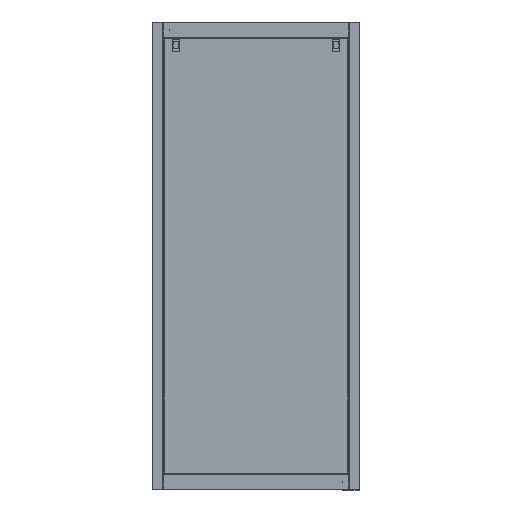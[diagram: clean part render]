
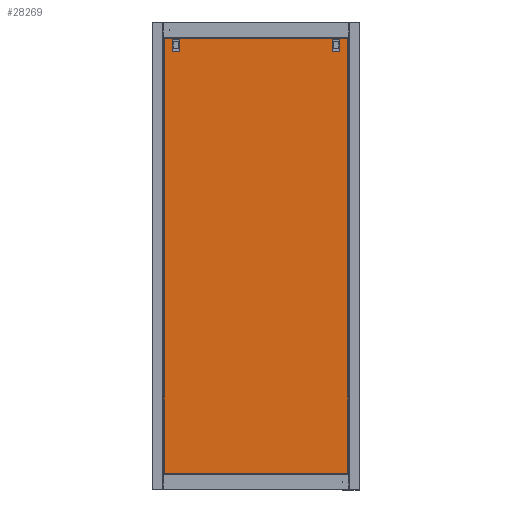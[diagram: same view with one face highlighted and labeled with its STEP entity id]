
A CAD part, top view. The second image highlights one B-rep face of the part: STEP entity #28269.
In plain terms, the highlighted face is planar.
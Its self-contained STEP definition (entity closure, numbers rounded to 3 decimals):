
#331 = EDGE_CURVE ( 'NONE', #22258, #19428, #18031, .T. ) ;
#848 = DIRECTION ( 'NONE',  ( -1., 0., 0. ) ) ;
#941 = EDGE_LOOP ( 'NONE', ( #15511, #26996, #30606, #28707 ) ) ;
#1439 = ORIENTED_EDGE ( 'NONE', *, *, #11789, .F. ) ;
#1500 = VECTOR ( 'NONE', #13542, 1000. ) ;
#1507 = VERTEX_POINT ( 'NONE', #7457 ) ;
#1549 = AXIS2_PLACEMENT_3D ( 'NONE', #7576, #29776, #19222 ) ;
#1792 = VECTOR ( 'NONE', #23829, 1000. ) ;
#2056 = LINE ( 'NONE', #32615, #11278 ) ;
#2062 = DIRECTION ( 'NONE',  ( 0., -1., 0. ) ) ;
#2473 = CARTESIAN_POINT ( 'NONE',  ( 650.5, 1665., -1. ) ) ;
#2728 = ORIENTED_EDGE ( 'NONE', *, *, #18694, .F. ) ;
#3075 = VERTEX_POINT ( 'NONE', #30725 ) ;
#4519 = LINE ( 'NONE', #14277, #7183 ) ;
#4627 = CARTESIAN_POINT ( 'NONE',  ( 61.5, 1665., -1. ) ) ;
#4994 = VERTEX_POINT ( 'NONE', #11299 ) ;
#5481 = VECTOR ( 'NONE', #24522, 1000. ) ;
#5511 = LINE ( 'NONE', #19163, #12603 ) ;
#5751 = ORIENTED_EDGE ( 'NONE', *, *, #331, .F. ) ;
#5756 = VERTEX_POINT ( 'NONE', #25580 ) ;
#5924 = EDGE_LOOP ( 'NONE', ( #13572, #21258, #11888, #19602 ) ) ;
#7017 = LINE ( 'NONE', #26474, #14763 ) ;
#7183 = VECTOR ( 'NONE', #33230, 1000. ) ;
#7457 = CARTESIAN_POINT ( 'NONE',  ( 2., 2., -1. ) ) ;
#7576 = CARTESIAN_POINT ( 'NONE',  ( 0., 0., -1. ) ) ;
#7902 = VERTEX_POINT ( 'NONE', #31606 ) ;
#8095 = FACE_BOUND ( 'NONE', #28506, .T. ) ;
#8334 = CARTESIAN_POINT ( 'NONE',  ( 650.5, 1627., -1. ) ) ;
#8468 = VECTOR ( 'NONE', #16433, 1000. ) ;
#9088 = EDGE_CURVE ( 'NONE', #1507, #24877, #16326, .T. ) ;
#9993 = EDGE_CURVE ( 'NONE', #7902, #30852, #2056, .T. ) ;
#10483 = VERTEX_POINT ( 'NONE', #30116 ) ;
#10838 = CARTESIAN_POINT ( 'NONE',  ( 676.5, 1627., -1. ) ) ;
#11051 = DIRECTION ( 'NONE',  ( 1., 0., 0. ) ) ;
#11168 = VERTEX_POINT ( 'NONE', #8334 ) ;
#11278 = VECTOR ( 'NONE', #27330, 1000. ) ;
#11299 = CARTESIAN_POINT ( 'NONE',  ( 61.5, 1665., -1. ) ) ;
#11411 = LINE ( 'NONE', #19293, #24487 ) ;
#11789 = EDGE_CURVE ( 'NONE', #4994, #22258, #12776, .T. ) ;
#11888 = ORIENTED_EDGE ( 'NONE', *, *, #22029, .F. ) ;
#12603 = VECTOR ( 'NONE', #16617, 1000. ) ;
#12712 = CARTESIAN_POINT ( 'NONE',  ( 61.5, 1627., -1. ) ) ;
#12776 = LINE ( 'NONE', #4627, #32296 ) ;
#13542 = DIRECTION ( 'NONE',  ( 0., 1., 0. ) ) ;
#13572 = ORIENTED_EDGE ( 'NONE', *, *, #26249, .F. ) ;
#14277 = CARTESIAN_POINT ( 'NONE',  ( 676.5, 1665., -1. ) ) ;
#14763 = VECTOR ( 'NONE', #848, 1000. ) ;
#15451 = VECTOR ( 'NONE', #27960, 1000. ) ;
#15511 = ORIENTED_EDGE ( 'NONE', *, *, #9993, .T. ) ;
#15776 = PLANE ( 'NONE',  #1549 ) ;
#15863 = EDGE_CURVE ( 'NONE', #10483, #11168, #25222, .T. ) ;
#16326 = LINE ( 'NONE', #18590, #15451 ) ;
#16433 = DIRECTION ( 'NONE',  ( 0., 1., 0. ) ) ;
#16617 = DIRECTION ( 'NONE',  ( 1., 0., 0. ) ) ;
#16668 = CARTESIAN_POINT ( 'NONE',  ( 35.5, 1627., -1. ) ) ;
#18031 = LINE ( 'NONE', #12712, #1792 ) ;
#18590 = CARTESIAN_POINT ( 'NONE',  ( 2., 1.141, -1. ) ) ;
#18694 = EDGE_CURVE ( 'NONE', #5756, #4994, #11411, .T. ) ;
#19163 = CARTESIAN_POINT ( 'NONE',  ( 676.5, 1665., -1. ) ) ;
#19222 = DIRECTION ( 'NONE',  ( -1., 0., 0. ) ) ;
#19293 = CARTESIAN_POINT ( 'NONE',  ( 61.5, 1665., -1. ) ) ;
#19428 = VERTEX_POINT ( 'NONE', #16668 ) ;
#19518 = CARTESIAN_POINT ( 'NONE',  ( 35.5, 1665., -1. ) ) ;
#19602 = ORIENTED_EDGE ( 'NONE', *, *, #15863, .F. ) ;
#21258 = ORIENTED_EDGE ( 'NONE', *, *, #33901, .F. ) ;
#21433 = ORIENTED_EDGE ( 'NONE', *, *, #22468, .F. ) ;
#21753 = FACE_BOUND ( 'NONE', #5924, .T. ) ;
#22029 = EDGE_CURVE ( 'NONE', #11168, #3075, #27390, .T. ) ;
#22237 = EDGE_CURVE ( 'NONE', #24877, #7902, #25922, .T. ) ;
#22258 = VERTEX_POINT ( 'NONE', #28665 ) ;
#22468 = EDGE_CURVE ( 'NONE', #19428, #5756, #30436, .T. ) ;
#23829 = DIRECTION ( 'NONE',  ( -1., 0., 0. ) ) ;
#24042 = VERTEX_POINT ( 'NONE', #32762 ) ;
#24487 = VECTOR ( 'NONE', #11051, 1000. ) ;
#24522 = DIRECTION ( 'NONE',  ( -1., 0., 0. ) ) ;
#24877 = VERTEX_POINT ( 'NONE', #29078 ) ;
#25222 = LINE ( 'NONE', #10838, #5481 ) ;
#25580 = CARTESIAN_POINT ( 'NONE',  ( 35.5, 1665., -1. ) ) ;
#25922 = LINE ( 'NONE', #31547, #31703 ) ;
#26249 = EDGE_CURVE ( 'NONE', #24042, #10483, #4519, .T. ) ;
#26411 = EDGE_CURVE ( 'NONE', #30852, #1507, #7017, .T. ) ;
#26474 = CARTESIAN_POINT ( 'NONE',  ( 710.859, 2., -1. ) ) ;
#26996 = ORIENTED_EDGE ( 'NONE', *, *, #26411, .T. ) ;
#27330 = DIRECTION ( 'NONE',  ( 0., -1., 0. ) ) ;
#27390 = LINE ( 'NONE', #2473, #1500 ) ;
#27960 = DIRECTION ( 'NONE',  ( 0., 1., 0. ) ) ;
#28269 = ADVANCED_FACE ( 'NONE', ( #8095, #21753, #32505 ), #15776, .T. ) ;
#28506 = EDGE_LOOP ( 'NONE', ( #1439, #2728, #21433, #5751 ) ) ;
#28665 = CARTESIAN_POINT ( 'NONE',  ( 61.5, 1627., -1. ) ) ;
#28707 = ORIENTED_EDGE ( 'NONE', *, *, #22237, .T. ) ;
#29078 = CARTESIAN_POINT ( 'NONE',  ( 2., 1675., -1. ) ) ;
#29776 = DIRECTION ( 'NONE',  ( 0., 0., -1. ) ) ;
#30116 = CARTESIAN_POINT ( 'NONE',  ( 676.5, 1627., -1. ) ) ;
#30436 = LINE ( 'NONE', #19518, #8468 ) ;
#30606 = ORIENTED_EDGE ( 'NONE', *, *, #9088, .T. ) ;
#30725 = CARTESIAN_POINT ( 'NONE',  ( 650.5, 1665., -1. ) ) ;
#30852 = VERTEX_POINT ( 'NONE', #32248 ) ;
#31547 = CARTESIAN_POINT ( 'NONE',  ( 1.141, 1675., -1. ) ) ;
#31606 = CARTESIAN_POINT ( 'NONE',  ( 710., 1675., -1. ) ) ;
#31703 = VECTOR ( 'NONE', #34134, 1000. ) ;
#32248 = CARTESIAN_POINT ( 'NONE',  ( 710., 2., -1. ) ) ;
#32296 = VECTOR ( 'NONE', #2062, 1000. ) ;
#32505 = FACE_OUTER_BOUND ( 'NONE', #941, .T. ) ;
#32615 = CARTESIAN_POINT ( 'NONE',  ( 710., 1675.859, -1. ) ) ;
#32762 = CARTESIAN_POINT ( 'NONE',  ( 676.5, 1665., -1. ) ) ;
#33230 = DIRECTION ( 'NONE',  ( 0., -1., 0. ) ) ;
#33901 = EDGE_CURVE ( 'NONE', #3075, #24042, #5511, .T. ) ;
#34134 = DIRECTION ( 'NONE',  ( 1., 0., 0. ) ) ;
